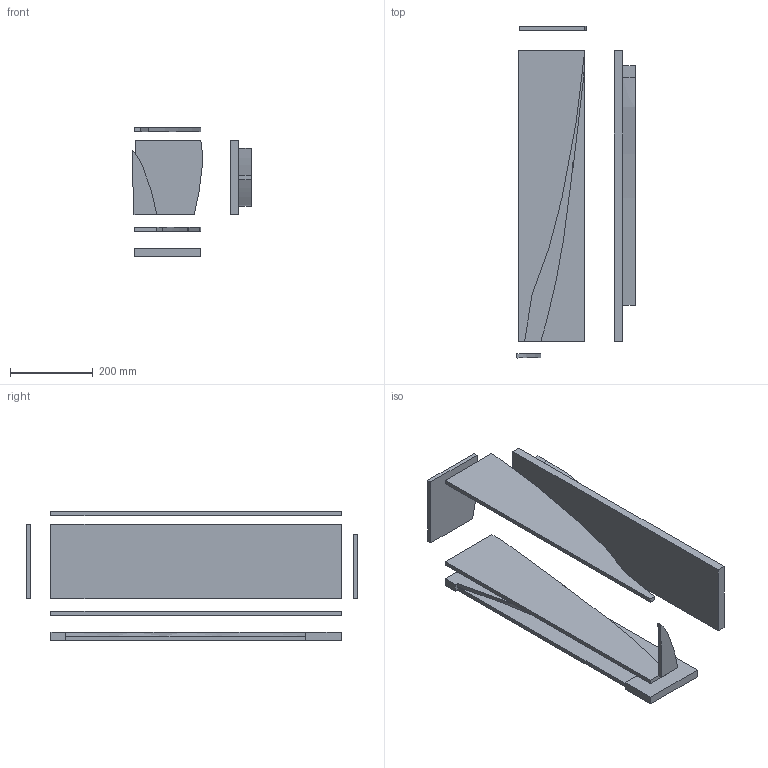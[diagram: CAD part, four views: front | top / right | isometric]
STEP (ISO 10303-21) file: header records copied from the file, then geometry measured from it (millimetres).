
FILE_DESCRIPTION(/* description */ (''),/* implementation_level */ '2;1');
FILE_NAME(/* name */ 'NACA700print20240520 v3.step',/* time_stamp */ '2024-05-20T11:06:19+09:00',/* author */ (''),/* organization */ (''),/* preprocessor_version */ 'ST-DEVELOPER v20',/* originating_system */ 'Autodesk Translation Framework v12.20.1.177',/* authorisation */ '');
FILE_SCHEMA (('AUTOMOTIVE_DESIGN { 1 0 10303 214 3 1 1 }'));
Length unit declared in the file: millimetre
Products named in the file (1): NACA700print20240520
Bounding box: 285.52 x 800 x 310 mm (x, y, z)
Volume: 7605276.6 mm3; surface area: 989587 mm2
Topology: 6 solids, 6 shells, 56 faces, 128 edges, 85 vertices
Faces by surface type: plane 45, bspline 11
Entity records: 2227 total; most frequent: CARTESIAN_POINT 1005, ORIENTED_EDGE 256, DIRECTION 198, EDGE_CURVE 128, LINE 106, VECTOR 106, VERTEX_POINT 85, EDGE_LOOP 57
